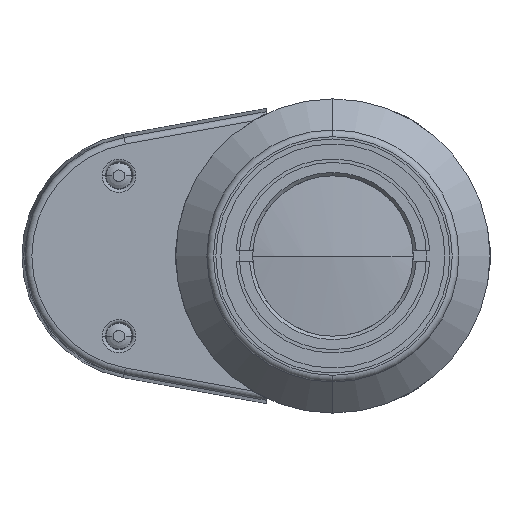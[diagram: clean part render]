
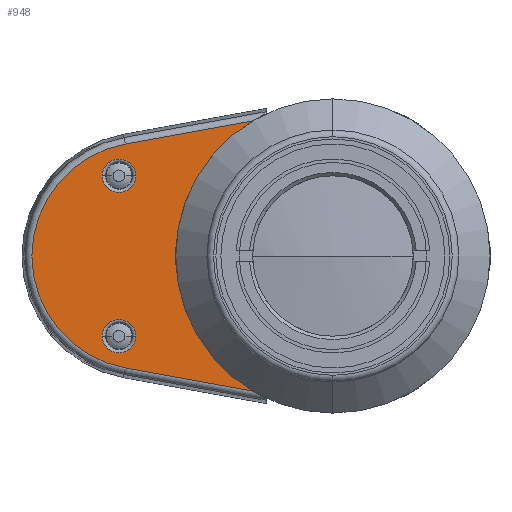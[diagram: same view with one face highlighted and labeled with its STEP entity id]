
A CAD part, left-side view. The second image highlights one B-rep face of the part: STEP entity #948.
In plain terms, the highlighted planar face has unit normal (-1, 0, 0).
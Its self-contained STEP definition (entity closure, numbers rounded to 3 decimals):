
#626 = CARTESIAN_POINT ( 'NONE',  ( -16.848, 31.04, 16.748 ) ) ;
#658 = DIRECTION ( 'NONE',  ( 0., -1., 0. ) ) ;
#733 = DIRECTION ( 'NONE',  ( 0., 0., -1. ) ) ;
#778 = EDGE_CURVE ( 'NONE', #3132, #4814, #862, .T. ) ;
#835 = CARTESIAN_POINT ( 'NONE',  ( -16.848, 28., 0. ) ) ;
#840 = ORIENTED_EDGE ( 'NONE', *, *, #6627, .F. ) ;
#862 = CIRCLE ( 'NONE', #4666, 17.022 ) ;
#948 = ADVANCED_FACE ( 'NONE', ( #7029, #8506, #1476 ), #5811, .F. ) ;
#1173 = ORIENTED_EDGE ( 'NONE', *, *, #778, .T. ) ;
#1230 = LINE ( 'NONE', #626, #6080 ) ;
#1234 = VERTEX_POINT ( 'NONE', #3355 ) ;
#1405 = CARTESIAN_POINT ( 'NONE',  ( -16.848, 32., 12. ) ) ;
#1411 = CARTESIAN_POINT ( 'NONE',  ( -16.848, 29.5, 12. ) ) ;
#1476 = FACE_BOUND ( 'NONE', #5850, .T. ) ;
#1535 = EDGE_LOOP ( 'NONE', ( #3420, #2795 ) ) ;
#1647 = CIRCLE ( 'NONE', #4578, 2.5 ) ;
#1654 = CARTESIAN_POINT ( 'NONE',  ( -16.848, 34.5, -12. ) ) ;
#1741 = CIRCLE ( 'NONE', #2898, 2.5 ) ;
#1919 = VERTEX_POINT ( 'NONE', #6038 ) ;
#2310 = CIRCLE ( 'NONE', #6511, 23.5 ) ;
#2333 = CARTESIAN_POINT ( 'NONE',  ( -16.848, 31.04, 16.748 ) ) ;
#2394 = EDGE_CURVE ( 'NONE', #1234, #7489, #1647, .T. ) ;
#2449 = CARTESIAN_POINT ( 'NONE',  ( -16.848, 0., 0. ) ) ;
#2560 = AXIS2_PLACEMENT_3D ( 'NONE', #5498, #5550, #658 ) ;
#2795 = ORIENTED_EDGE ( 'NONE', *, *, #7712, .T. ) ;
#2898 = AXIS2_PLACEMENT_3D ( 'NONE', #1405, #6185, #4870 ) ;
#3132 = VERTEX_POINT ( 'NONE', #2333 ) ;
#3226 = EDGE_CURVE ( 'NONE', #4814, #1919, #5367, .T. ) ;
#3250 = DIRECTION ( 'NONE',  ( -1., 0., 0. ) ) ;
#3355 = CARTESIAN_POINT ( 'NONE',  ( -16.848, 29.5, -12. ) ) ;
#3420 = ORIENTED_EDGE ( 'NONE', *, *, #4055, .T. ) ;
#3436 = DIRECTION ( 'NONE',  ( 0., 0.984, -0.179 ) ) ;
#3755 = ORIENTED_EDGE ( 'NONE', *, *, #3226, .T. ) ;
#4055 = EDGE_CURVE ( 'NONE', #5695, #7471, #6440, .T. ) ;
#4080 = CARTESIAN_POINT ( 'NONE',  ( -16.848, 12.004, 20.203 ) ) ;
#4123 = DIRECTION ( 'NONE',  ( 0., -1., 0. ) ) ;
#4208 = CARTESIAN_POINT ( 'NONE',  ( -16.848, 32., -12. ) ) ;
#4470 = EDGE_LOOP ( 'NONE', ( #1173, #3755, #840, #5316 ) ) ;
#4578 = AXIS2_PLACEMENT_3D ( 'NONE', #4208, #8163, #4123 ) ;
#4634 = DIRECTION ( 'NONE',  ( 0., -1., 0. ) ) ;
#4666 = AXIS2_PLACEMENT_3D ( 'NONE', #8016, #3250, #8098 ) ;
#4814 = VERTEX_POINT ( 'NONE', #5112 ) ;
#4870 = DIRECTION ( 'NONE',  ( 0., -1., 0. ) ) ;
#4956 = EDGE_CURVE ( 'NONE', #7489, #1234, #5320, .T. ) ;
#5112 = CARTESIAN_POINT ( 'NONE',  ( -16.848, 31.04, -16.748 ) ) ;
#5316 = ORIENTED_EDGE ( 'NONE', *, *, #7221, .T. ) ;
#5320 = CIRCLE ( 'NONE', #2560, 2.5 ) ;
#5328 = CARTESIAN_POINT ( 'NONE',  ( -16.848, 31.04, -16.748 ) ) ;
#5367 = LINE ( 'NONE', #5328, #7316 ) ;
#5498 = CARTESIAN_POINT ( 'NONE',  ( -16.848, 32., -12. ) ) ;
#5550 = DIRECTION ( 'NONE',  ( 1., 0., 0. ) ) ;
#5599 = ORIENTED_EDGE ( 'NONE', *, *, #2394, .T. ) ;
#5675 = DIRECTION ( 'NONE',  ( 1., 0., 0. ) ) ;
#5695 = VERTEX_POINT ( 'NONE', #1411 ) ;
#5811 = PLANE ( 'NONE',  #8291 ) ;
#5850 = EDGE_LOOP ( 'NONE', ( #5599, #8600 ) ) ;
#6038 = CARTESIAN_POINT ( 'NONE',  ( -16.848, 12.004, -20.203 ) ) ;
#6071 = DIRECTION ( 'NONE',  ( 0., -1., 0. ) ) ;
#6080 = VECTOR ( 'NONE', #3436, 1000. ) ;
#6185 = DIRECTION ( 'NONE',  ( 1., 0., 0. ) ) ;
#6440 = CIRCLE ( 'NONE', #7167, 2.5 ) ;
#6511 = AXIS2_PLACEMENT_3D ( 'NONE', #2449, #6748, #6071 ) ;
#6627 = EDGE_CURVE ( 'NONE', #6791, #1919, #2310, .T. ) ;
#6745 = DIRECTION ( 'NONE',  ( 1., 0., 0. ) ) ;
#6748 = DIRECTION ( 'NONE',  ( -1., 0., 0. ) ) ;
#6791 = VERTEX_POINT ( 'NONE', #4080 ) ;
#7029 = FACE_OUTER_BOUND ( 'NONE', #4470, .T. ) ;
#7167 = AXIS2_PLACEMENT_3D ( 'NONE', #7477, #6745, #4634 ) ;
#7221 = EDGE_CURVE ( 'NONE', #6791, #3132, #1230, .T. ) ;
#7316 = VECTOR ( 'NONE', #7545, 1000. ) ;
#7471 = VERTEX_POINT ( 'NONE', #8540 ) ;
#7477 = CARTESIAN_POINT ( 'NONE',  ( -16.848, 32., 12. ) ) ;
#7489 = VERTEX_POINT ( 'NONE', #1654 ) ;
#7545 = DIRECTION ( 'NONE',  ( 0., -0.984, -0.179 ) ) ;
#7712 = EDGE_CURVE ( 'NONE', #7471, #5695, #1741, .T. ) ;
#8016 = CARTESIAN_POINT ( 'NONE',  ( -16.848, 28., 0. ) ) ;
#8098 = DIRECTION ( 'NONE',  ( 0., -1., 0. ) ) ;
#8163 = DIRECTION ( 'NONE',  ( 1., 0., 0. ) ) ;
#8291 = AXIS2_PLACEMENT_3D ( 'NONE', #835, #5675, #733 ) ;
#8506 = FACE_BOUND ( 'NONE', #1535, .T. ) ;
#8540 = CARTESIAN_POINT ( 'NONE',  ( -16.848, 34.5, 12. ) ) ;
#8600 = ORIENTED_EDGE ( 'NONE', *, *, #4956, .T. ) ;
